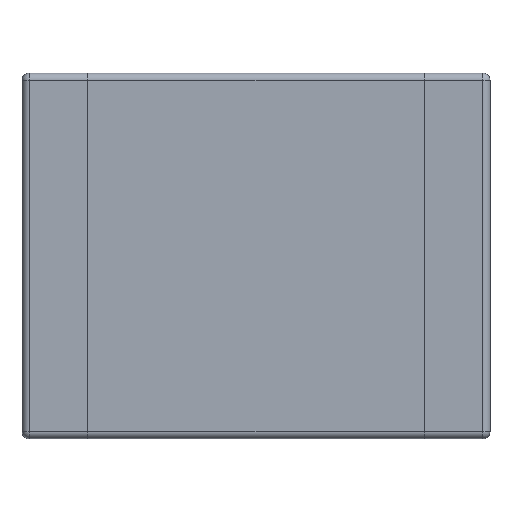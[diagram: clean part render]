
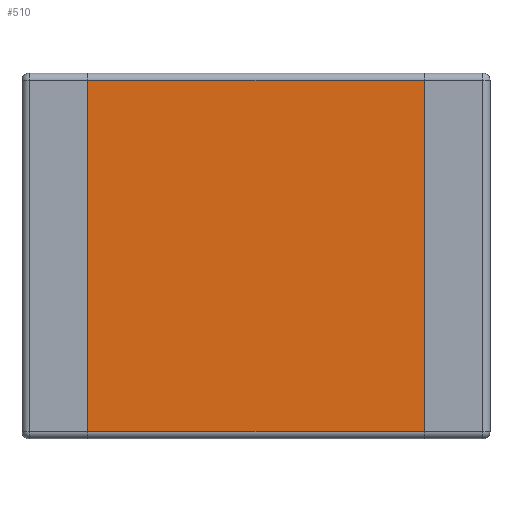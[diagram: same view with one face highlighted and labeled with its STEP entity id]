
A CAD part, front view. The second image highlights one B-rep face of the part: STEP entity #510.
In plain terms, the highlighted planar face has unit normal (0, -1, 0).
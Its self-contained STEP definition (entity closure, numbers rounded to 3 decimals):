
#70 = DIRECTION ( 'NONE',  ( -1., 0., 0. ) ) ;
#71 = VECTOR ( 'NONE', #70, 1000. ) ;
#72 = CARTESIAN_POINT ( 'NONE',  ( -1.6, 0., 1.2 ) ) ;
#73 = LINE ( 'NONE', #72, #71 ) ;
#75 = DIRECTION ( 'NONE',  ( 1., 0., 0. ) ) ;
#76 = VECTOR ( 'NONE', #75, 1000. ) ;
#77 = CARTESIAN_POINT ( 'NONE',  ( 1.6, 0., -1.2 ) ) ;
#78 = LINE ( 'NONE', #77, #76 ) ;
#510 = ADVANCED_FACE ( 'NONE', ( #867 ), #914, .T. ) ;
#519 = EDGE_LOOP ( 'NONE', ( #561, #560, #772, #773 ) ) ;
#551 = VERTEX_POINT ( 'NONE', #1015 ) ;
#555 = EDGE_CURVE ( 'NONE', #551, #556, #1008, .T. ) ;
#556 = VERTEX_POINT ( 'NONE', #1004 ) ;
#560 = ORIENTED_EDGE ( 'NONE', *, *, #771, .T. ) ;
#561 = ORIENTED_EDGE ( 'NONE', *, *, #566, .F. ) ;
#566 = EDGE_CURVE ( 'NONE', #572, #625, #1040, .T. ) ;
#572 = VERTEX_POINT ( 'NONE', #1031 ) ;
#625 = VERTEX_POINT ( 'NONE', #1252 ) ;
#771 = EDGE_CURVE ( 'NONE', #572, #556, #78, .T. ) ;
#772 = ORIENTED_EDGE ( 'NONE', *, *, #555, .F. ) ;
#773 = ORIENTED_EDGE ( 'NONE', *, *, #774, .T. ) ;
#774 = EDGE_CURVE ( 'NONE', #551, #625, #73, .T. ) ;
#867 = FACE_OUTER_BOUND ( 'NONE', #519, .T. ) ;
#910 = DIRECTION ( 'NONE',  ( 0., 0., -1. ) ) ;
#911 = DIRECTION ( 'NONE',  ( 0., -1., 0. ) ) ;
#912 = CARTESIAN_POINT ( 'NONE',  ( 1.6, 0., -1.25 ) ) ;
#913 = AXIS2_PLACEMENT_3D ( 'NONE', #912, #911, #910 ) ;
#914 = PLANE ( 'NONE',  #913 ) ;
#1004 = CARTESIAN_POINT ( 'NONE',  ( 1.15, 0., -1.2 ) ) ;
#1005 = DIRECTION ( 'NONE',  ( 0., 0., -1. ) ) ;
#1006 = VECTOR ( 'NONE', #1005, 1000. ) ;
#1007 = CARTESIAN_POINT ( 'NONE',  ( 1.15, 0., -1.25 ) ) ;
#1008 = LINE ( 'NONE', #1007, #1006 ) ;
#1015 = CARTESIAN_POINT ( 'NONE',  ( 1.15, 0., 1.2 ) ) ;
#1031 = CARTESIAN_POINT ( 'NONE',  ( -1.15, 0., -1.2 ) ) ;
#1037 = DIRECTION ( 'NONE',  ( 0., 0., 1. ) ) ;
#1038 = VECTOR ( 'NONE', #1037, 1000. ) ;
#1039 = CARTESIAN_POINT ( 'NONE',  ( -1.15, 0., -1.25 ) ) ;
#1040 = LINE ( 'NONE', #1039, #1038 ) ;
#1252 = CARTESIAN_POINT ( 'NONE',  ( -1.15, 0., 1.2 ) ) ;
